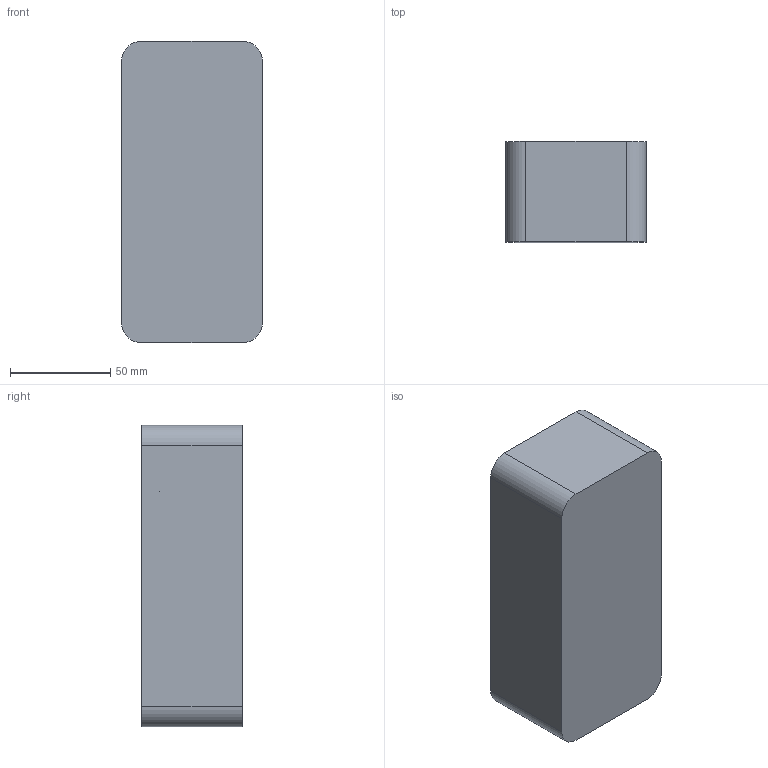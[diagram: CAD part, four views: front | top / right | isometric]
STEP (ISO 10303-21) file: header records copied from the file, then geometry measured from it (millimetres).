
FILE_DESCRIPTION((''),'2;1');
FILE_NAME('60V_QUELLE_DUMMY','2026-02-09T21:55:08',('Samuel'),(''),'CREO PARAMETRIC BY PTC INC, 2023073','CREO PARAMETRIC BY PTC INC, 2023073','');
FILE_SCHEMA(('CONFIG_CONTROL_DESIGN'));
Length unit declared in the file: millimetre
Products named in the file (1): 60V_QUELLE_DUMMY
Bounding box: 70 x 50 x 150 mm (x, y, z)
Volume: 517717.3 mm3; surface area: 46665.3 mm2
Topology: 1 solids, 1 shells, 302 faces, 858 edges, 572 vertices
Faces by surface type: plane 298, cylinder 4
Entity records: 9648 total; most frequent: CARTESIAN_POINT 1732, ORIENTED_EDGE 1716, DIRECTION 1470, EDGE_CURVE 858, VECTOR 850, LINE 850, VERTEX_POINT 572, EDGE_LOOP 316
